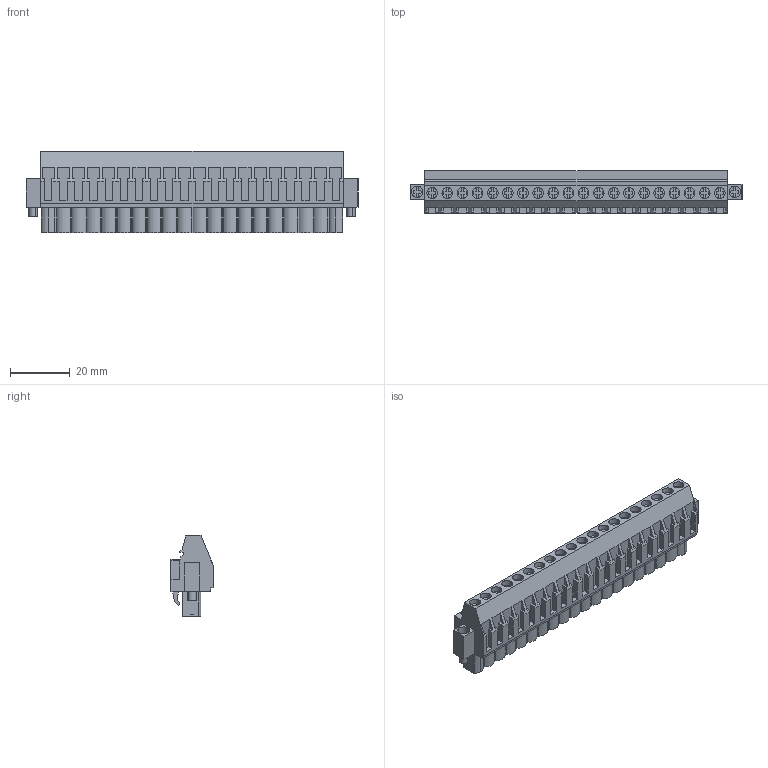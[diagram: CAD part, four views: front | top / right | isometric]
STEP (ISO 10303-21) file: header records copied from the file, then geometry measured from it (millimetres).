
FILE_DESCRIPTION(('CATIA V5 STEP','CAx-IF Rec.Pracs.--- Model Styling and Organization---1.2---2011-12-15'),'2;1');
FILE_NAME ('7246773_2_1949980000_1949980000.stp','2017-09-09T10:58:50+00:00',('none'),('Weidmueller'),'CATIA Version 5-6 Release 2014','CATIA V5 STEP AP214','none');
FILE_SCHEMA(('AUTOMOTIVE_DESIGN { 1 0 10303 214 1 1 1 1 }'));
Length unit declared in the file: millimetre
Products named in the file (1): 1949980000
Bounding box: 111.4 x 14.1 x 27.2 mm (x, y, z)
Volume: 23550.5 mm3; surface area: 13918.4 mm2
Topology: 23 solids, 23 shells, 1354 faces, 3735 edges, 2516 vertices
Faces by surface type: plane 1152, cylinder 198, extrusion 4
Entity records: 40534 total; most frequent: CARTESIAN_POINT 7827, ORIENTED_EDGE 7470, DIRECTION 5449, EDGE_CURVE 3735, VECTOR 3247, LINE 3243, VERTEX_POINT 2516, EDGE_LOOP 1447
